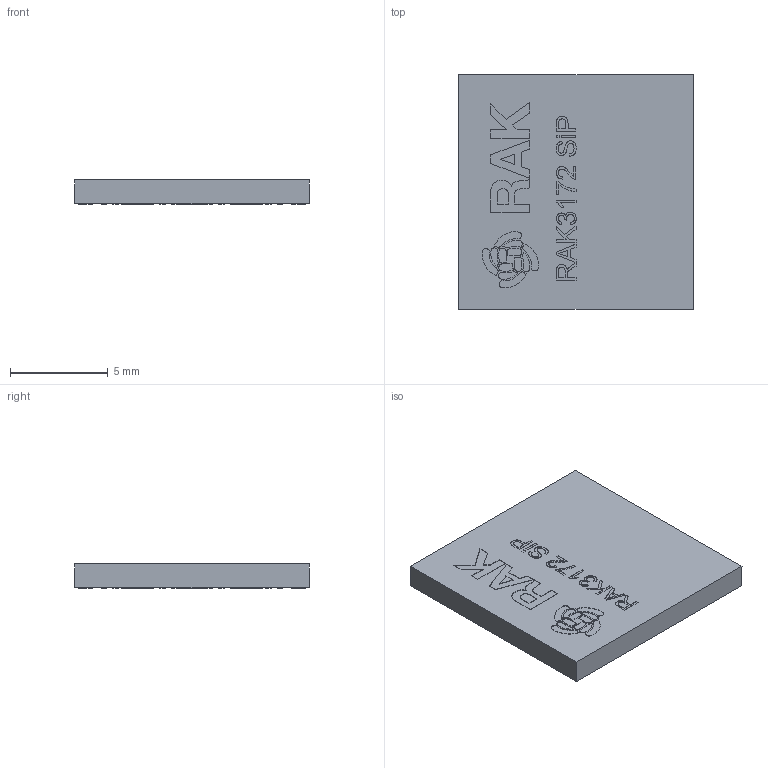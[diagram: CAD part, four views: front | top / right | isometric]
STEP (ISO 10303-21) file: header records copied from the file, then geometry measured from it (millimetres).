
FILE_DESCRIPTION(/* description */ (''),/* implementation_level */ '2;1');
FILE_NAME(/* name */ 'RAK3172-SiP.step',/* time_stamp */ '2023-02-08T20:35:33+01:00',/* author */ (''),/* organization */ (''),/* preprocessor_version */ 'ST-DEVELOPER v19.2',/* originating_system */ 'Autodesk Translation Framework v11.17.0.187',/* authorisation */ '');
FILE_SCHEMA (('AUTOMOTIVE_DESIGN { 1 0 10303 214 3 1 1 }'));
Length unit declared in the file: millimetre
Products named in the file (3): (Nicht gespeichert); U1; chip-rak3172-sip
Assembly tree (2 placements, depth 3):
  (Nicht gespeichert)
    U1
      chip-rak3172-sip
Bounding box: 12 x 12 x 1.24 mm (x, y, z)
Volume: 176.2 mm3; surface area: 352.4 mm2
Topology: 1 solids, 1 shells, 736 faces, 1890 edges, 1260 vertices
Faces by surface type: plane 508, bspline 226, cylinder 2
Entity records: 24409 total; most frequent: CARTESIAN_POINT 7417, ORIENTED_EDGE 3780, DIRECTION 2784, EDGE_CURVE 1890, LINE 1434, VECTOR 1434, VERTEX_POINT 1260, EDGE_LOOP 840
